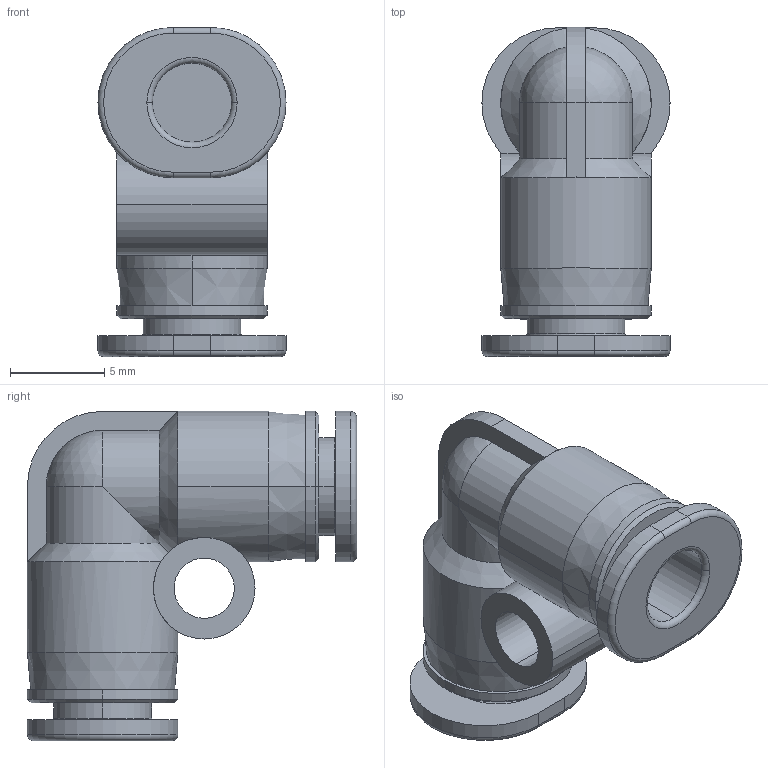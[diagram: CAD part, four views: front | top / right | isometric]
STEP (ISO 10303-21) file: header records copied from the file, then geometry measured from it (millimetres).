
FILE_DESCRIPTION((''),'2;1');
FILE_NAME('PUL04C-mdt.stp','2017-07-24T17:02:45',(''),(''),'Mechanical Desktop 2009','Mechanical Desktop 2009',', , ');
FILE_SCHEMA(('CONFIG_CONTROL_DESIGN'));
Length unit declared in the file: millimetre
Products named in the file (3): PUL04C-MDTA; PUL04C-MDT; COLLAR-L04C
Assembly tree (3 placements, depth 2):
  PUL04C-MDTA
    PUL04C-MDT
    COLLAR-L04C  x2
Bounding box: 10 x 17.5 x 17.5 mm (x, y, z)
Volume: 954.6 mm3; surface area: 1409.4 mm2
Topology: 2 solids, 2 shells, 89 faces, 200 edges, 113 vertices
Faces by surface type: cylinder 35, plane 28, cone 12, torus 8, bspline 4, sphere 2
Entity records: 2882 total; most frequent: CARTESIAN_POINT 733, DIRECTION 471, ORIENTED_EDGE 396, EDGE_CURVE 198, AXIS2_PLACEMENT_3D 193, VERTEX_POINT 113, CIRCLE 102, EDGE_LOOP 99
